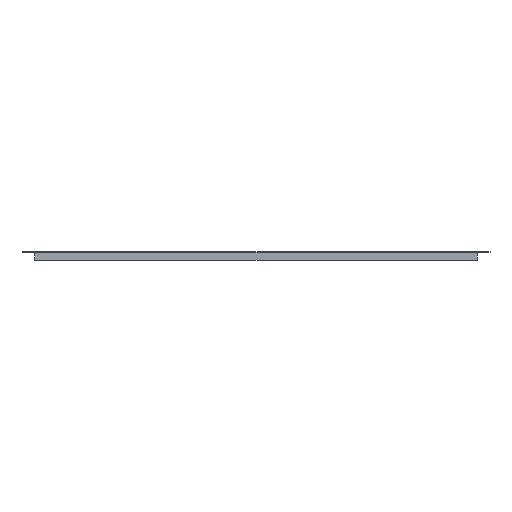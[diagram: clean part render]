
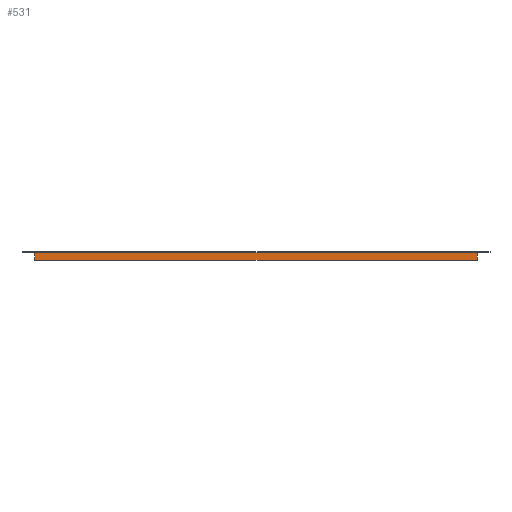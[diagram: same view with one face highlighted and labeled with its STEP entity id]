
A CAD part, front view. The second image highlights one B-rep face of the part: STEP entity #531.
In plain terms, the highlighted planar face has unit normal (0, -1, 0).
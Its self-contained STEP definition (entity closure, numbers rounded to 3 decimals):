
#41 = CARTESIAN_POINT ( 'NONE',  ( 911.5, -229.5, -18. ) ) ;
#70 = CARTESIAN_POINT ( 'NONE',  ( 26., -229.5, -18. ) ) ;
#105 = EDGE_CURVE ( 'NONE', #666, #632, #1677, .T. ) ;
#130 = DIRECTION ( 'NONE',  ( 0., 1., 0. ) ) ;
#218 = CARTESIAN_POINT ( 'NONE',  ( 911.5, -229.5, -2. ) ) ;
#237 = EDGE_CURVE ( 'NONE', #632, #1740, #601, .T. ) ;
#270 = VECTOR ( 'NONE', #718, 1000. ) ;
#336 = CARTESIAN_POINT ( 'NONE',  ( 0., -229.5, -18. ) ) ;
#343 = EDGE_CURVE ( 'NONE', #666, #836, #917, .T. ) ;
#389 = ORIENTED_EDGE ( 'NONE', *, *, #237, .T. ) ;
#424 = LINE ( 'NONE', #976, #1446 ) ;
#462 = VECTOR ( 'NONE', #1639, 1000. ) ;
#525 = ORIENTED_EDGE ( 'NONE', *, *, #105, .T. ) ;
#531 = ADVANCED_FACE ( 'NONE', ( #575 ), #819, .F. ) ;
#575 = FACE_OUTER_BOUND ( 'NONE', #1057, .T. ) ;
#601 = LINE ( 'NONE', #336, #1163 ) ;
#632 = VERTEX_POINT ( 'NONE', #70 ) ;
#666 = VERTEX_POINT ( 'NONE', #761 ) ;
#705 = CARTESIAN_POINT ( 'NONE',  ( 911.5, -229.5, -2. ) ) ;
#715 = ORIENTED_EDGE ( 'NONE', *, *, #343, .F. ) ;
#718 = DIRECTION ( 'NONE',  ( 0., 0., -1. ) ) ;
#761 = CARTESIAN_POINT ( 'NONE',  ( 26., -229.5, -2. ) ) ;
#763 = DIRECTION ( 'NONE',  ( 1., 0., 0. ) ) ;
#819 = PLANE ( 'NONE',  #1319 ) ;
#836 = VERTEX_POINT ( 'NONE', #705 ) ;
#917 = LINE ( 'NONE', #218, #462 ) ;
#976 = CARTESIAN_POINT ( 'NONE',  ( 911.5, -229.5, 0. ) ) ;
#1057 = EDGE_LOOP ( 'NONE', ( #715, #525, #389, #1090 ) ) ;
#1090 = ORIENTED_EDGE ( 'NONE', *, *, #1347, .T. ) ;
#1163 = VECTOR ( 'NONE', #763, 1000. ) ;
#1244 = DIRECTION ( 'NONE',  ( 0., 0., 1. ) ) ;
#1317 = DIRECTION ( 'NONE',  ( 0., 0., 1. ) ) ;
#1319 = AXIS2_PLACEMENT_3D ( 'NONE', #1379, #130, #1244 ) ;
#1347 = EDGE_CURVE ( 'NONE', #1740, #836, #424, .T. ) ;
#1379 = CARTESIAN_POINT ( 'NONE',  ( 0., -229.5, 0. ) ) ;
#1398 = CARTESIAN_POINT ( 'NONE',  ( 26., -229.5, 0. ) ) ;
#1446 = VECTOR ( 'NONE', #1317, 1000. ) ;
#1639 = DIRECTION ( 'NONE',  ( 1., 0., 0. ) ) ;
#1677 = LINE ( 'NONE', #1398, #270 ) ;
#1740 = VERTEX_POINT ( 'NONE', #41 ) ;
